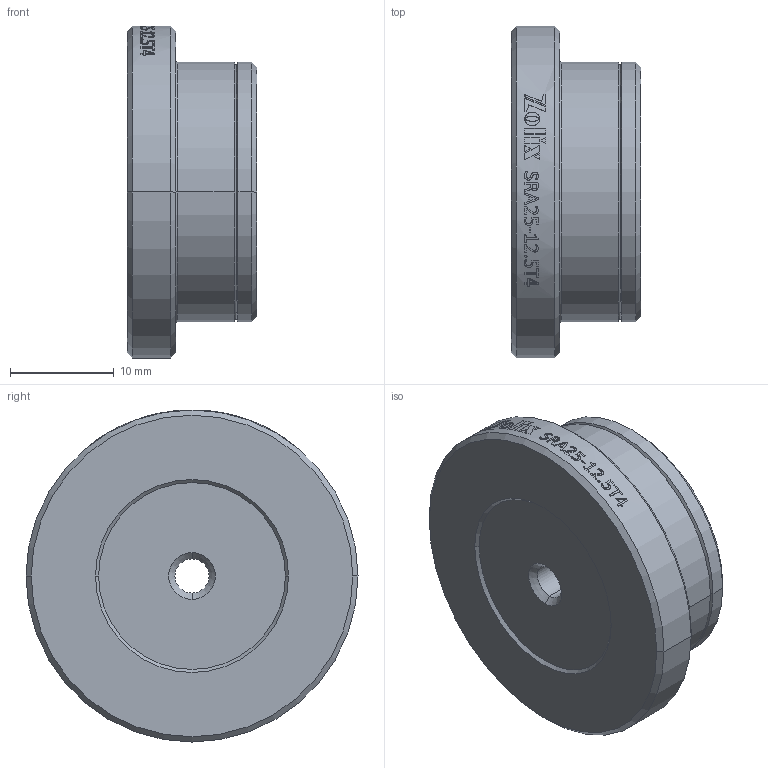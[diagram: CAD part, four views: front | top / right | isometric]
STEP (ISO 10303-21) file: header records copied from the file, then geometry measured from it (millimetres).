
FILE_DESCRIPTION (( 'STEP AP203' ), '1' );
FILE_NAME ('SRA25-12.5T4.STEP', '2025-06-30T08:31:27', ( '' ), ( '' ), 'SwSTEP 2.0', 'SolidWorks 2020', '' );
FILE_SCHEMA (( 'CONFIG_CONTROL_DESIGN' ));
Length unit declared in the file: millimetre
Products named in the file (1): SRA25-12.5T4
Bounding box: 12.5 x 32 x 32 mm (x, y, z)
Volume: 7308.1 mm3; surface area: 2800.1 mm2
Topology: 1 solids, 1 shells, 446 faces, 1213 edges, 798 vertices
Faces by surface type: bspline 286, plane 95, cylinder 37, cone 26, torus 2
Entity records: 23273 total; most frequent: CARTESIAN_POINT 14425, ORIENTED_EDGE 2418, EDGE_CURVE 1209, B_SPLINE_CURVE_WITH_KNOTS 879, VERTEX_POINT 798, DIRECTION 788, EDGE_LOOP 481, FACE_OUTER_BOUND 446
